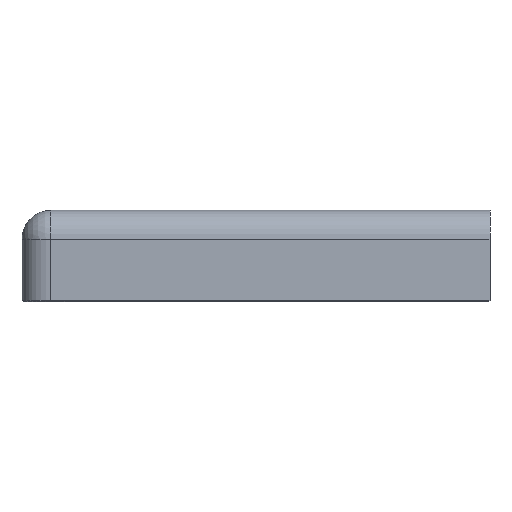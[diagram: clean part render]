
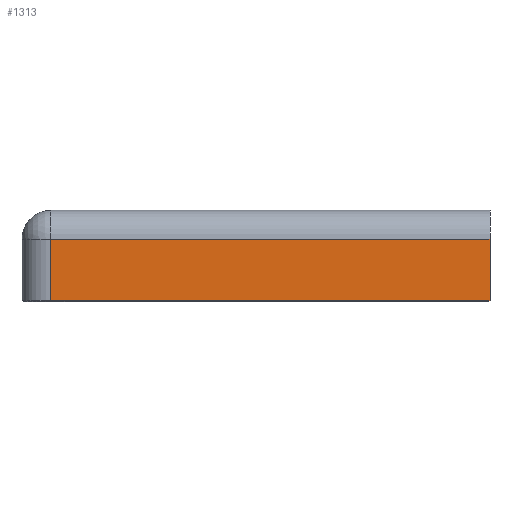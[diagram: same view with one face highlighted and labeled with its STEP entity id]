
A CAD part, left-side view. The second image highlights one B-rep face of the part: STEP entity #1313.
In plain terms, the highlighted planar face has unit normal (-1, 0, 0).
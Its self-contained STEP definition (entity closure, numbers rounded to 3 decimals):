
#332 = PLANE('',#333);
#333 = AXIS2_PLACEMENT_3D('',#334,#335,#336);
#334 = CARTESIAN_POINT('',(87.5,-105.,0.));
#335 = DIRECTION('',(0.,-1.,0.));
#336 = DIRECTION('',(-1.,0.,0.));
#920 = VERTEX_POINT('',#921);
#921 = CARTESIAN_POINT('',(-87.5,-105.,28.));
#940 = CYLINDRICAL_SURFACE('',#941,13.);
#941 = AXIS2_PLACEMENT_3D('',#942,#943,#944);
#942 = CARTESIAN_POINT('',(-74.5,-105.,28.));
#943 = DIRECTION('',(0.,1.,0.));
#944 = DIRECTION('',(-1.,0.,0.));
#952 = EDGE_CURVE('',#953,#920,#955,.T.);
#953 = VERTEX_POINT('',#954);
#954 = CARTESIAN_POINT('',(-87.5,-105.,0.5));
#955 = SURFACE_CURVE('',#956,(#960,#967),.PCURVE_S1.);
#956 = LINE('',#957,#958);
#957 = CARTESIAN_POINT('',(-87.5,-105.,0.));
#958 = VECTOR('',#959,1.);
#959 = DIRECTION('',(0.,0.,1.));
#960 = PCURVE('',#332,#961);
#961 = DEFINITIONAL_REPRESENTATION('',(#962),#966);
#962 = LINE('',#963,#964);
#963 = CARTESIAN_POINT('',(175.,0.));
#964 = VECTOR('',#965,1.);
#965 = DIRECTION('',(0.,-1.));
#966 = ( GEOMETRIC_REPRESENTATION_CONTEXT(2) 
PARAMETRIC_REPRESENTATION_CONTEXT() REPRESENTATION_CONTEXT('2D SPACE',''
  ) );
#967 = PCURVE('',#968,#973);
#968 = PLANE('',#969);
#969 = AXIS2_PLACEMENT_3D('',#970,#971,#972);
#970 = CARTESIAN_POINT('',(-87.5,-105.,0.));
#971 = DIRECTION('',(-1.,0.,0.));
#972 = DIRECTION('',(0.,1.,0.));
#973 = DEFINITIONAL_REPRESENTATION('',(#974),#978);
#974 = LINE('',#975,#976);
#975 = CARTESIAN_POINT('',(0.,0.));
#976 = VECTOR('',#977,1.);
#977 = DIRECTION('',(0.,-1.));
#978 = ( GEOMETRIC_REPRESENTATION_CONTEXT(2) 
PARAMETRIC_REPRESENTATION_CONTEXT() REPRESENTATION_CONTEXT('2D SPACE',''
  ) );
#1246 = PLANE('',#1247);
#1247 = AXIS2_PLACEMENT_3D('',#1248,#1249,#1250);
#1248 = CARTESIAN_POINT('',(-87.25,-105.,0.25));
#1249 = DIRECTION('',(0.707,0.,0.707));
#1250 = DIRECTION('',(-0.,-1.,-0.));
#1313 = ADVANCED_FACE('',(#1314),#968,.T.);
#1314 = FACE_BOUND('',#1315,.T.);
#1315 = EDGE_LOOP('',(#1316,#1317,#1340,#1368));
#1316 = ORIENTED_EDGE('',*,*,#952,.T.);
#1317 = ORIENTED_EDGE('',*,*,#1318,.T.);
#1318 = EDGE_CURVE('',#920,#1319,#1321,.T.);
#1319 = VERTEX_POINT('',#1320);
#1320 = CARTESIAN_POINT('',(-87.5,92.,28.));
#1321 = SURFACE_CURVE('',#1322,(#1326,#1333),.PCURVE_S1.);
#1322 = LINE('',#1323,#1324);
#1323 = CARTESIAN_POINT('',(-87.5,-105.,28.));
#1324 = VECTOR('',#1325,1.);
#1325 = DIRECTION('',(0.,1.,0.));
#1326 = PCURVE('',#968,#1327);
#1327 = DEFINITIONAL_REPRESENTATION('',(#1328),#1332);
#1328 = LINE('',#1329,#1330);
#1329 = CARTESIAN_POINT('',(0.,-28.));
#1330 = VECTOR('',#1331,1.);
#1331 = DIRECTION('',(1.,0.));
#1332 = ( GEOMETRIC_REPRESENTATION_CONTEXT(2) 
PARAMETRIC_REPRESENTATION_CONTEXT() REPRESENTATION_CONTEXT('2D SPACE',''
  ) );
#1333 = PCURVE('',#940,#1334);
#1334 = DEFINITIONAL_REPRESENTATION('',(#1335),#1339);
#1335 = LINE('',#1336,#1337);
#1336 = CARTESIAN_POINT('',(0.,0.));
#1337 = VECTOR('',#1338,1.);
#1338 = DIRECTION('',(0.,1.));
#1339 = ( GEOMETRIC_REPRESENTATION_CONTEXT(2) 
PARAMETRIC_REPRESENTATION_CONTEXT() REPRESENTATION_CONTEXT('2D SPACE',''
  ) );
#1340 = ORIENTED_EDGE('',*,*,#1341,.F.);
#1341 = EDGE_CURVE('',#1342,#1319,#1344,.T.);
#1342 = VERTEX_POINT('',#1343);
#1343 = CARTESIAN_POINT('',(-87.5,92.,0.5));
#1344 = SURFACE_CURVE('',#1345,(#1349,#1356),.PCURVE_S1.);
#1345 = LINE('',#1346,#1347);
#1346 = CARTESIAN_POINT('',(-87.5,92.,0.));
#1347 = VECTOR('',#1348,1.);
#1348 = DIRECTION('',(0.,0.,1.));
#1349 = PCURVE('',#968,#1350);
#1350 = DEFINITIONAL_REPRESENTATION('',(#1351),#1355);
#1351 = LINE('',#1352,#1353);
#1352 = CARTESIAN_POINT('',(197.,0.));
#1353 = VECTOR('',#1354,1.);
#1354 = DIRECTION('',(0.,-1.));
#1355 = ( GEOMETRIC_REPRESENTATION_CONTEXT(2) 
PARAMETRIC_REPRESENTATION_CONTEXT() REPRESENTATION_CONTEXT('2D SPACE',''
  ) );
#1356 = PCURVE('',#1357,#1362);
#1357 = CYLINDRICAL_SURFACE('',#1358,13.);
#1358 = AXIS2_PLACEMENT_3D('',#1359,#1360,#1361);
#1359 = CARTESIAN_POINT('',(-74.5,92.,0.));
#1360 = DIRECTION('',(0.,0.,1.));
#1361 = DIRECTION('',(0.,1.,0.));
#1362 = DEFINITIONAL_REPRESENTATION('',(#1363),#1367);
#1363 = LINE('',#1364,#1365);
#1364 = CARTESIAN_POINT('',(1.571,0.));
#1365 = VECTOR('',#1366,1.);
#1366 = DIRECTION('',(0.,1.));
#1367 = ( GEOMETRIC_REPRESENTATION_CONTEXT(2) 
PARAMETRIC_REPRESENTATION_CONTEXT() REPRESENTATION_CONTEXT('2D SPACE',''
  ) );
#1368 = ORIENTED_EDGE('',*,*,#1369,.F.);
#1369 = EDGE_CURVE('',#953,#1342,#1370,.T.);
#1370 = SURFACE_CURVE('',#1371,(#1375,#1382),.PCURVE_S1.);
#1371 = LINE('',#1372,#1373);
#1372 = CARTESIAN_POINT('',(-87.5,-105.,0.5));
#1373 = VECTOR('',#1374,1.);
#1374 = DIRECTION('',(0.,1.,0.));
#1375 = PCURVE('',#968,#1376);
#1376 = DEFINITIONAL_REPRESENTATION('',(#1377),#1381);
#1377 = LINE('',#1378,#1379);
#1378 = CARTESIAN_POINT('',(0.,-0.5));
#1379 = VECTOR('',#1380,1.);
#1380 = DIRECTION('',(1.,0.));
#1381 = ( GEOMETRIC_REPRESENTATION_CONTEXT(2) 
PARAMETRIC_REPRESENTATION_CONTEXT() REPRESENTATION_CONTEXT('2D SPACE',''
  ) );
#1382 = PCURVE('',#1246,#1383);
#1383 = DEFINITIONAL_REPRESENTATION('',(#1384),#1388);
#1384 = LINE('',#1385,#1386);
#1385 = CARTESIAN_POINT('',(-0.,-0.354));
#1386 = VECTOR('',#1387,1.);
#1387 = DIRECTION('',(-1.,0.));
#1388 = ( GEOMETRIC_REPRESENTATION_CONTEXT(2) 
PARAMETRIC_REPRESENTATION_CONTEXT() REPRESENTATION_CONTEXT('2D SPACE',''
  ) );
